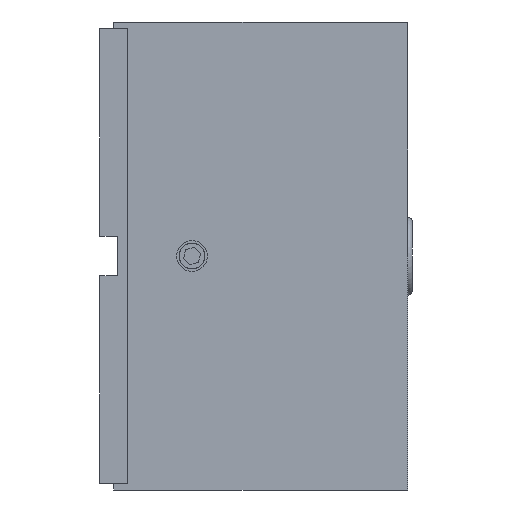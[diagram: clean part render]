
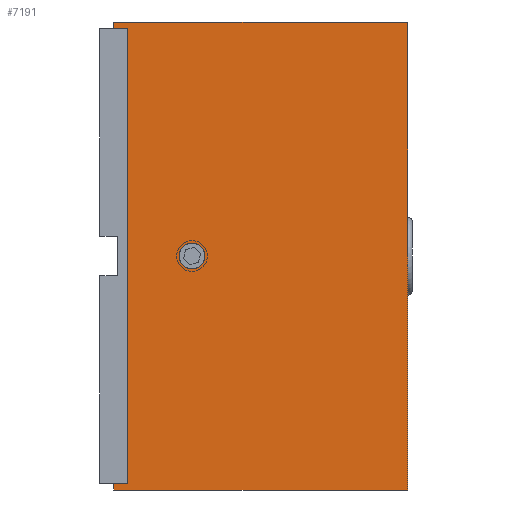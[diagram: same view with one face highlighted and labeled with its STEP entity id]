
A CAD part, left-side view. The second image highlights one B-rep face of the part: STEP entity #7191.
In plain terms, the highlighted planar face has unit normal (-1, 0, 0).
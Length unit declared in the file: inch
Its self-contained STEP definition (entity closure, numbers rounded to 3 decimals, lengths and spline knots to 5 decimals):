
#499 = VECTOR ( 'NONE', #7706, 39.37008 ) ;
#701 = CARTESIAN_POINT ( 'NONE',  ( 0., 1.78858, 1.45669 ) ) ;
#797 = VERTEX_POINT ( 'NONE', #7637 ) ;
#880 = ORIENTED_EDGE ( 'NONE', *, *, #4450, .T. ) ;
#1554 = LINE ( 'NONE', #9520, #11134 ) ;
#1709 = DIRECTION ( 'NONE',  ( 0., 0., 1. ) ) ;
#1810 = EDGE_CURVE ( 'NONE', #797, #5890, #5665, .T. ) ;
#2071 = ORIENTED_EDGE ( 'NONE', *, *, #1810, .T. ) ;
#2363 = VERTEX_POINT ( 'NONE', #10028 ) ;
#2435 = DIRECTION ( 'NONE',  ( -1., 0., 0. ) ) ;
#2513 = LINE ( 'NONE', #11250, #5373 ) ;
#2579 = DIRECTION ( 'NONE',  ( 0., 1., 0. ) ) ;
#2637 = CARTESIAN_POINT ( 'NONE',  ( 0., 1.37795, -0.08268 ) ) ;
#2733 = CARTESIAN_POINT ( 'NONE',  ( 0., 1.93858, -1.49606 ) ) ;
#2737 = ORIENTED_EDGE ( 'NONE', *, *, #8933, .T. ) ;
#2896 = VECTOR ( 'NONE', #8737, 39.37008 ) ;
#3014 = DIRECTION ( 'NONE',  ( 0., 0., 1. ) ) ;
#3233 = VECTOR ( 'NONE', #2579, 39.37008 ) ;
#3280 = CARTESIAN_POINT ( 'NONE',  ( 0., 1.87953, -1.39606 ) ) ;
#3373 = EDGE_CURVE ( 'NONE', #11794, #11814, #8215, .T. ) ;
#3603 = DIRECTION ( 'NONE',  ( -1., 0., 0. ) ) ;
#3750 = FACE_BOUND ( 'NONE', #8023, .T. ) ;
#3915 = VERTEX_POINT ( 'NONE', #10400 ) ;
#4443 = CARTESIAN_POINT ( 'NONE',  ( 0., 1.87953, 1.45669 ) ) ;
#4450 = EDGE_CURVE ( 'NONE', #5492, #11662, #1554, .T. ) ;
#4975 = VECTOR ( 'NONE', #3014, 39.37008 ) ;
#5042 = ORIENTED_EDGE ( 'NONE', *, *, #6771, .F. ) ;
#5373 = VECTOR ( 'NONE', #8250, 39.37008 ) ;
#5492 = VERTEX_POINT ( 'NONE', #9192 ) ;
#5665 = LINE ( 'NONE', #3280, #10444 ) ;
#5890 = VERTEX_POINT ( 'NONE', #7961 ) ;
#6032 = VERTEX_POINT ( 'NONE', #4443 ) ;
#6121 = ORIENTED_EDGE ( 'NONE', *, *, #9524, .F. ) ;
#6171 = VECTOR ( 'NONE', #12809, 39.37008 ) ;
#6247 = EDGE_CURVE ( 'NONE', #2363, #797, #10724, .T. ) ;
#6358 = CARTESIAN_POINT ( 'NONE',  ( 0., 0., 1.49606 ) ) ;
#6476 = CARTESIAN_POINT ( 'NONE',  ( 0., 1.37795, 0. ) ) ;
#6551 = PLANE ( 'NONE',  #11376 ) ;
#6618 = CARTESIAN_POINT ( 'NONE',  ( 0., 1.87953, 1.39606 ) ) ;
#6734 = LINE ( 'NONE', #6618, #6171 ) ;
#6735 = CARTESIAN_POINT ( 'NONE',  ( 0., 1.37795, 0.08268 ) ) ;
#6771 = EDGE_CURVE ( 'NONE', #3915, #6032, #8559, .T. ) ;
#6991 = LINE ( 'NONE', #8041, #4975 ) ;
#7191 = ADVANCED_FACE ( 'NONE', ( #3750, #12754 ), #6551, .F. ) ;
#7203 = EDGE_CURVE ( 'NONE', #6032, #7681, #6734, .T. ) ;
#7622 = DIRECTION ( 'NONE',  ( 0., 0., -1. ) ) ;
#7637 = CARTESIAN_POINT ( 'NONE',  ( 0., 1.87953, -1.45669 ) ) ;
#7650 = ORIENTED_EDGE ( 'NONE', *, *, #6247, .T. ) ;
#7681 = VERTEX_POINT ( 'NONE', #9513 ) ;
#7706 = DIRECTION ( 'NONE',  ( 0., 1., 0. ) ) ;
#7789 = DIRECTION ( 'NONE',  ( 0., 0., -1. ) ) ;
#7961 = CARTESIAN_POINT ( 'NONE',  ( 0., 1.87953, -1.49606 ) ) ;
#8023 = EDGE_LOOP ( 'NONE', ( #10894, #6121 ) ) ;
#8031 = ORIENTED_EDGE ( 'NONE', *, *, #9166, .F. ) ;
#8041 = CARTESIAN_POINT ( 'NONE',  ( 0., 1.78858, 1.45669 ) ) ;
#8173 = CARTESIAN_POINT ( 'NONE',  ( 0., 1.37795, 0. ) ) ;
#8215 = CIRCLE ( 'NONE', #10285, 0.08268 ) ;
#8250 = DIRECTION ( 'NONE',  ( 0., -1., 0. ) ) ;
#8426 = DIRECTION ( 'NONE',  ( 0., 0., 1. ) ) ;
#8484 = AXIS2_PLACEMENT_3D ( 'NONE', #8173, #2435, #8426 ) ;
#8552 = DIRECTION ( 'NONE',  ( 0., 0., 1. ) ) ;
#8559 = LINE ( 'NONE', #701, #499 ) ;
#8591 = CARTESIAN_POINT ( 'NONE',  ( 0., 1.78858, -1.45669 ) ) ;
#8737 = DIRECTION ( 'NONE',  ( 0., -1., 0. ) ) ;
#8933 = EDGE_CURVE ( 'NONE', #5890, #5492, #9685, .T. ) ;
#9132 = ORIENTED_EDGE ( 'NONE', *, *, #7203, .F. ) ;
#9166 = EDGE_CURVE ( 'NONE', #7681, #11662, #2513, .T. ) ;
#9192 = CARTESIAN_POINT ( 'NONE',  ( 0., 0., -1.49606 ) ) ;
#9384 = EDGE_CURVE ( 'NONE', #2363, #3915, #6991, .T. ) ;
#9513 = CARTESIAN_POINT ( 'NONE',  ( 0., 1.87953, 1.49606 ) ) ;
#9520 = CARTESIAN_POINT ( 'NONE',  ( 0., 0., 1.49606 ) ) ;
#9524 = EDGE_CURVE ( 'NONE', #11814, #11794, #10112, .T. ) ;
#9685 = LINE ( 'NONE', #2733, #2896 ) ;
#9785 = CARTESIAN_POINT ( 'NONE',  ( 0., 1.93858, 1.49606 ) ) ;
#9820 = ORIENTED_EDGE ( 'NONE', *, *, #9384, .F. ) ;
#10028 = CARTESIAN_POINT ( 'NONE',  ( 0., 1.78858, -1.45669 ) ) ;
#10112 = CIRCLE ( 'NONE', #8484, 0.08268 ) ;
#10285 = AXIS2_PLACEMENT_3D ( 'NONE', #6476, #3603, #1709 ) ;
#10400 = CARTESIAN_POINT ( 'NONE',  ( 0., 1.78858, 1.45669 ) ) ;
#10442 = EDGE_LOOP ( 'NONE', ( #2071, #2737, #880, #8031, #9132, #5042, #9820, #7650 ) ) ;
#10444 = VECTOR ( 'NONE', #7622, 39.37008 ) ;
#10724 = LINE ( 'NONE', #8591, #3233 ) ;
#10894 = ORIENTED_EDGE ( 'NONE', *, *, #3373, .F. ) ;
#11134 = VECTOR ( 'NONE', #8552, 39.37008 ) ;
#11250 = CARTESIAN_POINT ( 'NONE',  ( 0., 1.93858, 1.49606 ) ) ;
#11376 = AXIS2_PLACEMENT_3D ( 'NONE', #9785, #12691, #7789 ) ;
#11662 = VERTEX_POINT ( 'NONE', #6358 ) ;
#11794 = VERTEX_POINT ( 'NONE', #6735 ) ;
#11814 = VERTEX_POINT ( 'NONE', #2637 ) ;
#12691 = DIRECTION ( 'NONE',  ( 1., 0., 0. ) ) ;
#12754 = FACE_OUTER_BOUND ( 'NONE', #10442, .T. ) ;
#12809 = DIRECTION ( 'NONE',  ( 0., 0., 1. ) ) ;
